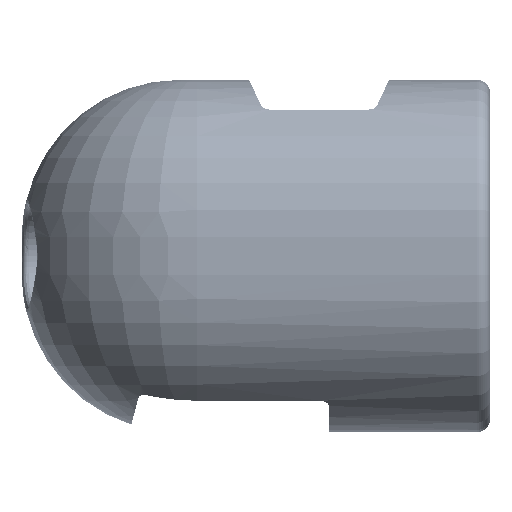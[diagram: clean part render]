
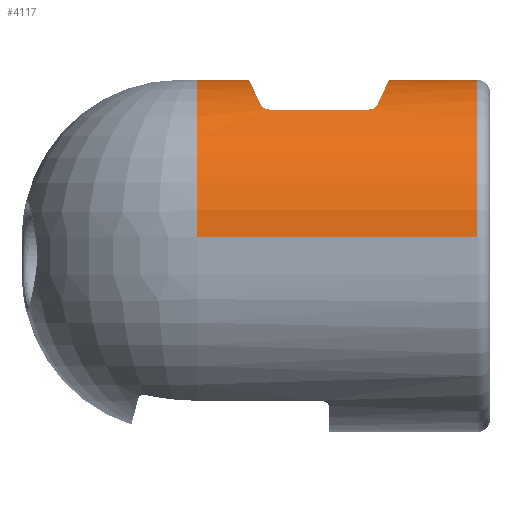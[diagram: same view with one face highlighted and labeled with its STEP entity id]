
A CAD part, left-side view. The second image highlights one B-rep face of the part: STEP entity #4117.
In plain terms, the highlighted cylindrical face has radius 3.073 mm (diameter 6.147 mm), a partial arc.
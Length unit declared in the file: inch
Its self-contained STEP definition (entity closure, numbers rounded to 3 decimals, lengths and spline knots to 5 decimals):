
#533 = CARTESIAN_POINT ( 'NONE',  ( -0.26523, 0.16904, 0.11264 ) ) ;
#877 = LINE ( 'NONE', #12363, #7400 ) ;
#878 = AXIS2_PLACEMENT_3D ( 'NONE', #20089, #12195, #18644 ) ;
#958 = CARTESIAN_POINT ( 'NONE',  ( -0.26101, 0.17602, 0.11555 ) ) ;
#1075 = CARTESIAN_POINT ( 'NONE',  ( -0.19445, 0.01, 0.1355 ) ) ;
#1477 = ORIENTED_EDGE ( 'NONE', *, *, #20386, .T. ) ;
#1670 = VECTOR ( 'NONE', #7305, 39.37008 ) ;
#1872 = ORIENTED_EDGE ( 'NONE', *, *, #12553, .T. ) ;
#2161 = CARTESIAN_POINT ( 'NONE',  ( -0.26523, 0.09396, 0.11264 ) ) ;
#2220 = EDGE_CURVE ( 'NONE', #4364, #16327, #15136, .T. ) ;
#2341 = CARTESIAN_POINT ( 'NONE',  ( -0.26101, 0.17602, 0.11555 ) ) ;
#2616 = ORIENTED_EDGE ( 'NONE', *, *, #19613, .F. ) ;
#3225 = CARTESIAN_POINT ( 'NONE',  ( -0.26523, 0.225, 0.11264 ) ) ;
#3318 = LINE ( 'NONE', #3225, #12434 ) ;
#3465 = DIRECTION ( 'NONE',  ( 0., 0., -1. ) ) ;
#3637 = CYLINDRICAL_SURFACE ( 'NONE', #20681, 0.121 ) ;
#3651 = CARTESIAN_POINT ( 'NONE',  ( -0.31545, 0.01, 0.0145 ) ) ;
#3669 = VERTEX_POINT ( 'NONE', #7611 ) ;
#3689 = CARTESIAN_POINT ( 'NONE',  ( -0.21828, 0.07768, 0.1355 ) ) ;
#3697 = CARTESIAN_POINT ( 'NONE',  ( -0.26338, 0.17467, 0.11395 ) ) ;
#3712 = AXIS2_PLACEMENT_3D ( 'NONE', #18143, #18268, #3465 ) ;
#4046 = LINE ( 'NONE', #10251, #1670 ) ;
#4117 = ADVANCED_FACE ( 'NONE', ( #4937 ), #3637, .T. ) ;
#4364 = VERTEX_POINT ( 'NONE', #13202 ) ;
#4937 = FACE_OUTER_BOUND ( 'NONE', #8202, .T. ) ;
#5005 = ORIENTED_EDGE ( 'NONE', *, *, #2220, .F. ) ;
#5276 = CARTESIAN_POINT ( 'NONE',  ( -0.26101, 0.08698, 0.11555 ) ) ;
#5962 = B_SPLINE_CURVE_WITH_KNOTS ( 'NONE', 3,
 ( #13335, #19769, #11559, #10365, #10156, #2161 ),
 .UNSPECIFIED., .F., .F.,
 ( 4, 2, 4 ),
 ( 0., 0.00012, 0.00024 ),
 .UNSPECIFIED. ) ;
#6066 = EDGE_CURVE ( 'NONE', #7839, #10622, #14257, .T. ) ;
#6883 = CARTESIAN_POINT ( 'NONE',  ( -0.24111, 0.18213, 0.12866 ) ) ;
#7305 = DIRECTION ( 'NONE',  ( 0., -1., 0. ) ) ;
#7400 = VECTOR ( 'NONE', #12470, 39.37008 ) ;
#7611 = CARTESIAN_POINT ( 'NONE',  ( -0.31545, 0.225, 0.0145 ) ) ;
#7839 = VERTEX_POINT ( 'NONE', #14956 ) ;
#7921 = DIRECTION ( 'NONE',  ( 0., -1., 0. ) ) ;
#8202 = EDGE_LOOP ( 'NONE', ( #2616, #1872, #8728, #19071, #11928, #17979, #14285, #5005, #9565, #1477 ) ) ;
#8552 = CARTESIAN_POINT ( 'NONE',  ( -0.19445, 0.07768, 0.1355 ) ) ;
#8728 = ORIENTED_EDGE ( 'NONE', *, *, #6066, .F. ) ;
#8771 = EDGE_CURVE ( 'NONE', #17962, #4364, #4046, .T. ) ;
#9126 = CARTESIAN_POINT ( 'NONE',  ( -0.26101, 0.08698, 0.11555 ) ) ;
#9238 = EDGE_CURVE ( 'NONE', #17886, #7839, #18661, .T. ) ;
#9565 = ORIENTED_EDGE ( 'NONE', *, *, #8771, .F. ) ;
#9628 = CIRCLE ( 'NONE', #878, 0.121 ) ;
#9968 = DIRECTION ( 'NONE',  ( 0., 0., 1. ) ) ;
#10156 = CARTESIAN_POINT ( 'NONE',  ( -0.26523, 0.0924, 0.11264 ) ) ;
#10243 = VECTOR ( 'NONE', #7921, 39.37008 ) ;
#10251 = CARTESIAN_POINT ( 'NONE',  ( -0.19445, 0., 0.1355 ) ) ;
#10341 = CARTESIAN_POINT ( 'NONE',  ( -0.19445, 0.18532, 0.1355 ) ) ;
#10365 = CARTESIAN_POINT ( 'NONE',  ( -0.26485, 0.09086, 0.11291 ) ) ;
#10401 = CARTESIAN_POINT ( 'NONE',  ( -0.26523, 0.16904, 0.11264 ) ) ;
#10422 = EDGE_CURVE ( 'NONE', #17314, #16327, #10522, .T. ) ;
#10522 = B_SPLINE_CURVE_WITH_KNOTS ( 'NONE', 3,
 ( #533, #18165, #14993, #3697, #15218, #958 ),
 .UNSPECIFIED., .F., .F.,
 ( 4, 2, 4 ),
 ( 0., 0.00012, 0.00024 ),
 .UNSPECIFIED. ) ;
#10622 = VERTEX_POINT ( 'NONE', #1075 ) ;
#11478 = CARTESIAN_POINT ( 'NONE',  ( -0.19445, 0.225, 0.0145 ) ) ;
#11559 = CARTESIAN_POINT ( 'NONE',  ( -0.26337, 0.08832, 0.11396 ) ) ;
#11845 = EDGE_CURVE ( 'NONE', #17886, #13425, #5962, .T. ) ;
#11928 = ORIENTED_EDGE ( 'NONE', *, *, #11845, .T. ) ;
#12195 = DIRECTION ( 'NONE',  ( 0., 1., 0. ) ) ;
#12363 = CARTESIAN_POINT ( 'NONE',  ( -0.31545, 0.225, 0.0145 ) ) ;
#12434 = VECTOR ( 'NONE', #16012, 39.37008 ) ;
#12470 = DIRECTION ( 'NONE',  ( 0., 1., 0. ) ) ;
#12553 = EDGE_CURVE ( 'NONE', #16810, #10622, #9628, .T. ) ;
#12822 = CIRCLE ( 'NONE', #3712, 0.121 ) ;
#12953 = DIRECTION ( 'NONE',  ( 0., 1., 0. ) ) ;
#13202 = CARTESIAN_POINT ( 'NONE',  ( -0.19445, 0.18532, 0.1355 ) ) ;
#13335 = CARTESIAN_POINT ( 'NONE',  ( -0.26101, 0.08698, 0.11555 ) ) ;
#13425 = VERTEX_POINT ( 'NONE', #20756 ) ;
#14257 = LINE ( 'NONE', #20678, #10243 ) ;
#14285 = ORIENTED_EDGE ( 'NONE', *, *, #10422, .T. ) ;
#14956 = CARTESIAN_POINT ( 'NONE',  ( -0.19445, 0.07768, 0.1355 ) ) ;
#14993 = CARTESIAN_POINT ( 'NONE',  ( -0.26485, 0.17214, 0.11292 ) ) ;
#15136 =( BOUNDED_CURVE ( )  B_SPLINE_CURVE ( 3, ( #10341, #16785, #6883, #2341 ),
 .UNSPECIFIED., .F., .F. ) 
 B_SPLINE_CURVE_WITH_KNOTS ( ( 4, 4 ),
 ( 0., 0.58249 ),
 .UNSPECIFIED. ) 
 CURVE ( )  GEOMETRIC_REPRESENTATION_ITEM ( )  RATIONAL_B_SPLINE_CURVE ( ( 1., 0.972, 0.972, 1. ) ) 
 REPRESENTATION_ITEM ( '' )  );
#15218 = CARTESIAN_POINT ( 'NONE',  ( -0.26228, 0.17563, 0.11471 ) ) ;
#15263 = EDGE_CURVE ( 'NONE', #17314, #13425, #3318, .T. ) ;
#16012 = DIRECTION ( 'NONE',  ( 0., -1., 0. ) ) ;
#16327 = VERTEX_POINT ( 'NONE', #20685 ) ;
#16785 = CARTESIAN_POINT ( 'NONE',  ( -0.21828, 0.18532, 0.1355 ) ) ;
#16810 = VERTEX_POINT ( 'NONE', #3651 ) ;
#17314 = VERTEX_POINT ( 'NONE', #10401 ) ;
#17886 = VERTEX_POINT ( 'NONE', #9126 ) ;
#17962 = VERTEX_POINT ( 'NONE', #18951 ) ;
#17979 = ORIENTED_EDGE ( 'NONE', *, *, #15263, .F. ) ;
#18143 = CARTESIAN_POINT ( 'NONE',  ( -0.19445, 0.225, 0.0145 ) ) ;
#18161 = CARTESIAN_POINT ( 'NONE',  ( -0.24111, 0.08087, 0.12866 ) ) ;
#18165 = CARTESIAN_POINT ( 'NONE',  ( -0.26523, 0.1706, 0.11264 ) ) ;
#18268 = DIRECTION ( 'NONE',  ( 0., -1., 0. ) ) ;
#18644 = DIRECTION ( 'NONE',  ( -1., 0., 0. ) ) ;
#18661 =( BOUNDED_CURVE ( )  B_SPLINE_CURVE ( 3, ( #5276, #18161, #3689, #8552 ),
 .UNSPECIFIED., .F., .F. ) 
 B_SPLINE_CURVE_WITH_KNOTS ( ( 4, 4 ),
 ( 2.5591, 3.14159 ),
 .UNSPECIFIED. ) 
 CURVE ( )  GEOMETRIC_REPRESENTATION_ITEM ( )  RATIONAL_B_SPLINE_CURVE ( ( 1., 0.972, 0.972, 1. ) ) 
 REPRESENTATION_ITEM ( '' )  );
#18951 = CARTESIAN_POINT ( 'NONE',  ( -0.19445, 0.225, 0.1355 ) ) ;
#19071 = ORIENTED_EDGE ( 'NONE', *, *, #9238, .F. ) ;
#19613 = EDGE_CURVE ( 'NONE', #16810, #3669, #877, .T. ) ;
#19769 = CARTESIAN_POINT ( 'NONE',  ( -0.26228, 0.08737, 0.11471 ) ) ;
#20089 = CARTESIAN_POINT ( 'NONE',  ( -0.19445, 0.01, 0.0145 ) ) ;
#20386 = EDGE_CURVE ( 'NONE', #17962, #3669, #12822, .T. ) ;
#20678 = CARTESIAN_POINT ( 'NONE',  ( -0.19445, 0., 0.1355 ) ) ;
#20681 = AXIS2_PLACEMENT_3D ( 'NONE', #11478, #12953, #9968 ) ;
#20685 = CARTESIAN_POINT ( 'NONE',  ( -0.26101, 0.17602, 0.11555 ) ) ;
#20756 = CARTESIAN_POINT ( 'NONE',  ( -0.26523, 0.09396, 0.11264 ) ) ;
